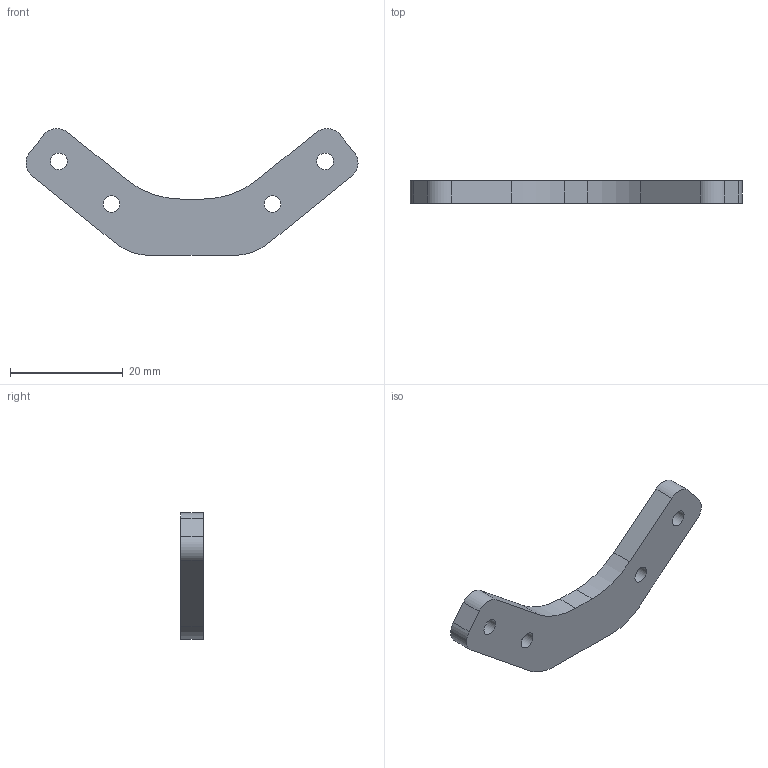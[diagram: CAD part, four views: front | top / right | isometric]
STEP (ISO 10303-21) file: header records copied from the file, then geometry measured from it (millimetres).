
FILE_DESCRIPTION(('STEP AP242'), '1');
FILE_NAME('Ïëàñòèíû íàä ëó÷àìè', '', ('UNSPECIFIED'), ('UNSPECIFIED'), 'C3D Converter', 'C3D Toolkit', '');
FILE_SCHEMA(('AP242_MANAGED_MODEL_BASED_3D_ENGINEERING_MIM_LF { 1 0 10303 442 1 1 4 }'));
Length unit declared in the file: millimetre
Products named in the file (1): МПСТ.00.00.03
Bounding box: 58.81 x 4 x 22.49 mm (x, y, z)
Volume: 2353.7 mm3; surface area: 2042.2 mm2
Topology: 1 solids, 1 shells, 50 faces, 132 edges, 88 vertices
Faces by surface type: plane 38, cylinder 12
Full cylindrical faces by diameter (mm): 2.95 x4
Entity records: 1971 total; most frequent: CARTESIAN_POINT 267, ORIENTED_EDGE 256, DIRECTION 254, EDGE_CURVE 128, LINE 104, VECTOR 104, VERTEX_POINT 88, AXIS2_PLACEMENT_3D 75
